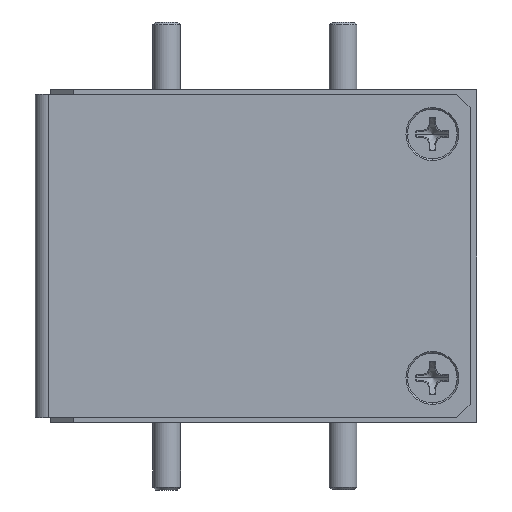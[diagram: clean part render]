
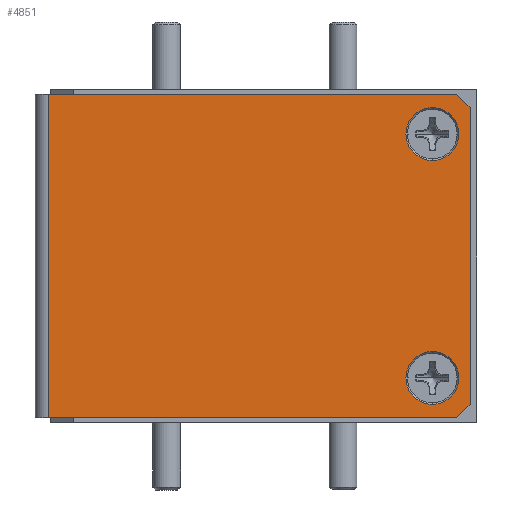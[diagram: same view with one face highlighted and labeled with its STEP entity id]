
A CAD part, front view. The second image highlights one B-rep face of the part: STEP entity #4851.
In plain terms, the highlighted planar face has unit normal (0, -1, 0).
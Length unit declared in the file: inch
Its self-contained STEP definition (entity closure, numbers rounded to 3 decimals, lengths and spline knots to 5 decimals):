
#115 = VERTEX_POINT ( 'NONE', #1801 ) ;
#305 = VECTOR ( 'NONE', #2624, 39.37008 ) ;
#420 = VERTEX_POINT ( 'NONE', #7739 ) ;
#530 = PLANE ( 'NONE',  #5525 ) ;
#827 = VERTEX_POINT ( 'NONE', #6372 ) ;
#1122 = LINE ( 'NONE', #6806, #5325 ) ;
#1300 = VECTOR ( 'NONE', #2991, 39.37008 ) ;
#1502 = EDGE_CURVE ( 'NONE', #5278, #2416, #3811, .T. ) ;
#1526 = DIRECTION ( 'NONE',  ( 0., -1., 0. ) ) ;
#1561 = ORIENTED_EDGE ( 'NONE', *, *, #2761, .T. ) ;
#1724 = DIRECTION ( 'NONE',  ( -0.707, 0., 0.707 ) ) ;
#1801 = CARTESIAN_POINT ( 'NONE',  ( 0.38, -0.4, -0.2155 ) ) ;
#1874 = CARTESIAN_POINT ( 'NONE',  ( 0.465, -0.4, -0.335 ) ) ;
#1956 = DIRECTION ( 'NONE',  ( 0., -1., 0. ) ) ;
#1968 = AXIS2_PLACEMENT_3D ( 'NONE', #7676, #1956, #5765 ) ;
#1974 = AXIS2_PLACEMENT_3D ( 'NONE', #3763, #3014, #2492 ) ;
#2041 = EDGE_LOOP ( 'NONE', ( #2466, #7572, #4325, #3156, #1561, #3802 ) ) ;
#2124 = EDGE_CURVE ( 'NONE', #4290, #420, #4125, .T. ) ;
#2346 = EDGE_CURVE ( 'NONE', #3787, #115, #2908, .T. ) ;
#2416 = VERTEX_POINT ( 'NONE', #7231 ) ;
#2443 = FACE_OUTER_BOUND ( 'NONE', #2041, .T. ) ;
#2466 = ORIENTED_EDGE ( 'NONE', *, *, #1502, .F. ) ;
#2492 = DIRECTION ( 'NONE',  ( 0., 0., 1. ) ) ;
#2624 = DIRECTION ( 'NONE',  ( -1., 0., 0. ) ) ;
#2722 = EDGE_CURVE ( 'NONE', #827, #3768, #1122, .T. ) ;
#2761 = EDGE_CURVE ( 'NONE', #3768, #6762, #3208, .T. ) ;
#2908 = CIRCLE ( 'NONE', #3809, 0.0595 ) ;
#2991 = DIRECTION ( 'NONE',  ( -1., 0., 0. ) ) ;
#3014 = DIRECTION ( 'NONE',  ( 0., -1., 0. ) ) ;
#3022 = CARTESIAN_POINT ( 'NONE',  ( 0.435, -0.4, 0.365 ) ) ;
#3080 = DIRECTION ( 'NONE',  ( 0., 0., -1. ) ) ;
#3156 = ORIENTED_EDGE ( 'NONE', *, *, #2722, .T. ) ;
#3208 = LINE ( 'NONE', #6465, #305 ) ;
#3643 = FACE_BOUND ( 'NONE', #7938, .T. ) ;
#3693 = VECTOR ( 'NONE', #8151, 39.37008 ) ;
#3763 = CARTESIAN_POINT ( 'NONE',  ( 0.38, -0.4, 0.275 ) ) ;
#3768 = VERTEX_POINT ( 'NONE', #3022 ) ;
#3787 = VERTEX_POINT ( 'NONE', #4321 ) ;
#3802 = ORIENTED_EDGE ( 'NONE', *, *, #7307, .F. ) ;
#3809 = AXIS2_PLACEMENT_3D ( 'NONE', #6690, #1526, #6664 ) ;
#3811 = LINE ( 'NONE', #8078, #1300 ) ;
#3861 = DIRECTION ( 'NONE',  ( 0., -1., 0. ) ) ;
#3886 = LINE ( 'NONE', #4430, #3693 ) ;
#3900 = CARTESIAN_POINT ( 'NONE',  ( 0.435, -0.4, -0.365 ) ) ;
#3982 = EDGE_CURVE ( 'NONE', #5278, #5588, #4605, .T. ) ;
#4125 = CIRCLE ( 'NONE', #1974, 0.0595 ) ;
#4263 = EDGE_CURVE ( 'NONE', #5588, #827, #3886, .T. ) ;
#4290 = VERTEX_POINT ( 'NONE', #5050 ) ;
#4321 = CARTESIAN_POINT ( 'NONE',  ( 0.38, -0.4, -0.3345 ) ) ;
#4325 = ORIENTED_EDGE ( 'NONE', *, *, #4263, .T. ) ;
#4430 = CARTESIAN_POINT ( 'NONE',  ( 0.465, -0.4, -0.365 ) ) ;
#4478 = CARTESIAN_POINT ( 'NONE',  ( 0.465, -0.4, -0.365 ) ) ;
#4516 = DIRECTION ( 'NONE',  ( 0., 0., 1. ) ) ;
#4605 = LINE ( 'NONE', #6529, #5010 ) ;
#4630 = DIRECTION ( 'NONE',  ( 0.707, 0., 0.707 ) ) ;
#4698 = EDGE_LOOP ( 'NONE', ( #5483, #5540 ) ) ;
#4851 = ADVANCED_FACE ( 'NONE', ( #7633, #3643, #2443 ), #530, .F. ) ;
#5010 = VECTOR ( 'NONE', #4630, 39.37008 ) ;
#5050 = CARTESIAN_POINT ( 'NONE',  ( 0.38, -0.4, 0.3345 ) ) ;
#5191 = CIRCLE ( 'NONE', #8191, 0.0595 ) ;
#5236 = LINE ( 'NONE', #7040, #6918 ) ;
#5277 = ORIENTED_EDGE ( 'NONE', *, *, #2346, .F. ) ;
#5278 = VERTEX_POINT ( 'NONE', #3900 ) ;
#5325 = VECTOR ( 'NONE', #1724, 39.37008 ) ;
#5483 = ORIENTED_EDGE ( 'NONE', *, *, #2124, .F. ) ;
#5525 = AXIS2_PLACEMENT_3D ( 'NONE', #4478, #8195, #3080 ) ;
#5540 = ORIENTED_EDGE ( 'NONE', *, *, #5568, .F. ) ;
#5568 = EDGE_CURVE ( 'NONE', #420, #4290, #6887, .T. ) ;
#5588 = VERTEX_POINT ( 'NONE', #1874 ) ;
#5765 = DIRECTION ( 'NONE',  ( 0., 0., 1. ) ) ;
#5863 = CARTESIAN_POINT ( 'NONE',  ( 0.38, -0.4, -0.275 ) ) ;
#6261 = EDGE_CURVE ( 'NONE', #115, #3787, #5191, .T. ) ;
#6372 = CARTESIAN_POINT ( 'NONE',  ( 0.465, -0.4, 0.335 ) ) ;
#6465 = CARTESIAN_POINT ( 'NONE',  ( 0.465, -0.4, 0.365 ) ) ;
#6529 = CARTESIAN_POINT ( 'NONE',  ( 0.435, -0.4, -0.365 ) ) ;
#6664 = DIRECTION ( 'NONE',  ( 0., 0., 1. ) ) ;
#6690 = CARTESIAN_POINT ( 'NONE',  ( 0.38, -0.4, -0.275 ) ) ;
#6762 = VERTEX_POINT ( 'NONE', #7102 ) ;
#6806 = CARTESIAN_POINT ( 'NONE',  ( 0.465, -0.4, 0.335 ) ) ;
#6887 = CIRCLE ( 'NONE', #1968, 0.0595 ) ;
#6918 = VECTOR ( 'NONE', #8299, 39.37008 ) ;
#7040 = CARTESIAN_POINT ( 'NONE',  ( -0.485, -0.4, -0.365 ) ) ;
#7102 = CARTESIAN_POINT ( 'NONE',  ( -0.485, -0.4, 0.365 ) ) ;
#7231 = CARTESIAN_POINT ( 'NONE',  ( -0.485, -0.4, -0.365 ) ) ;
#7307 = EDGE_CURVE ( 'NONE', #2416, #6762, #5236, .T. ) ;
#7572 = ORIENTED_EDGE ( 'NONE', *, *, #3982, .T. ) ;
#7633 = FACE_BOUND ( 'NONE', #4698, .T. ) ;
#7676 = CARTESIAN_POINT ( 'NONE',  ( 0.38, -0.4, 0.275 ) ) ;
#7739 = CARTESIAN_POINT ( 'NONE',  ( 0.38, -0.4, 0.2155 ) ) ;
#7938 = EDGE_LOOP ( 'NONE', ( #7968, #5277 ) ) ;
#7968 = ORIENTED_EDGE ( 'NONE', *, *, #6261, .F. ) ;
#8078 = CARTESIAN_POINT ( 'NONE',  ( 0.465, -0.4, -0.365 ) ) ;
#8151 = DIRECTION ( 'NONE',  ( 0., 0., 1. ) ) ;
#8191 = AXIS2_PLACEMENT_3D ( 'NONE', #5863, #3861, #4516 ) ;
#8195 = DIRECTION ( 'NONE',  ( 0., 1., 0. ) ) ;
#8299 = DIRECTION ( 'NONE',  ( 0., 0., 1. ) ) ;
